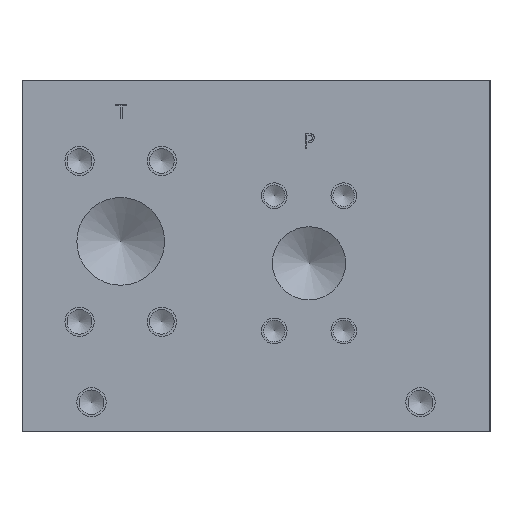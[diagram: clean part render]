
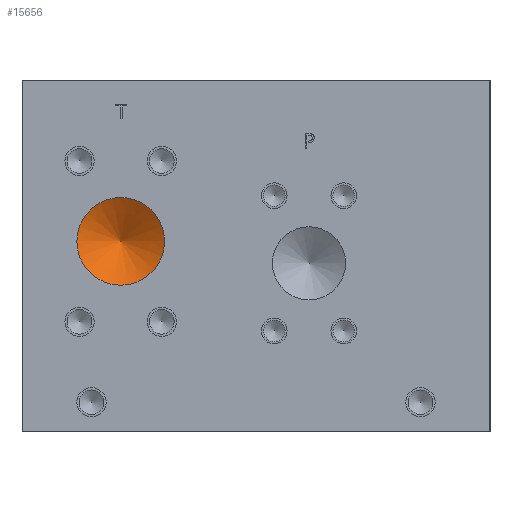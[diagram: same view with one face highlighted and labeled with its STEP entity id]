
A CAD part, left-side view. The second image highlights one B-rep face of the part: STEP entity #15656.
In plain terms, the highlighted conical face has half-angle 60 degrees and reference radius 9.525 mm.
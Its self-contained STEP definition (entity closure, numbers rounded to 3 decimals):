
#74=CONICAL_SURFACE('',#16690,9.525,1.047);
#610=CIRCLE('',#16691,19.05);
#611=CIRCLE('',#16692,19.05);
#2165=FACE_OUTER_BOUND('',#3124,.T.);
#3124=EDGE_LOOP('',(#13536,#13537,#13538,#13539));
#4515=LINE('',#26882,#5849);
#5849=VECTOR('',#20060,9.525);
#7291=VERTEX_POINT('',#26878);
#7292=VERTEX_POINT('',#26879);
#7293=VERTEX_POINT('',#26881);
#9427=EDGE_CURVE('',#7291,#7292,#610,.T.);
#9428=EDGE_CURVE('',#7292,#7293,#4515,.T.);
#9429=EDGE_CURVE('',#7292,#7291,#611,.T.);
#13536=ORIENTED_EDGE('',*,*,#9427,.T.);
#13537=ORIENTED_EDGE('',*,*,#9428,.T.);
#13538=ORIENTED_EDGE('',*,*,#9428,.F.);
#13539=ORIENTED_EDGE('',*,*,#9429,.T.);
#15656=ADVANCED_FACE('',(#2165),#74,.F.);
#16690=AXIS2_PLACEMENT_3D('',#26877,#20056,#20057);
#16691=AXIS2_PLACEMENT_3D('',#26880,#20058,#20059);
#16692=AXIS2_PLACEMENT_3D('',#26883,#20061,#20062);
#20056=DIRECTION('center_axis',(-1.,0.,0.));
#20057=DIRECTION('ref_axis',(0.,1.,0.));
#20058=DIRECTION('center_axis',(-1.,0.,0.));
#20059=DIRECTION('ref_axis',(0.,1.,0.));
#20060=DIRECTION('',(0.5,0.866,0.));
#20061=DIRECTION('center_axis',(-1.,0.,0.));
#20062=DIRECTION('ref_axis',(0.,1.,0.));
#26877=CARTESIAN_POINT('Origin',(16.498,160.35,82.55));
#26878=CARTESIAN_POINT('',(10.999,179.4,82.55));
#26879=CARTESIAN_POINT('',(10.999,141.3,82.55));
#26880=CARTESIAN_POINT('Origin',(10.999,160.35,82.55));
#26881=CARTESIAN_POINT('',(21.997,160.35,82.55));
#26882=CARTESIAN_POINT('',(16.498,150.825,82.55));
#26883=CARTESIAN_POINT('Origin',(10.999,160.35,82.55));
